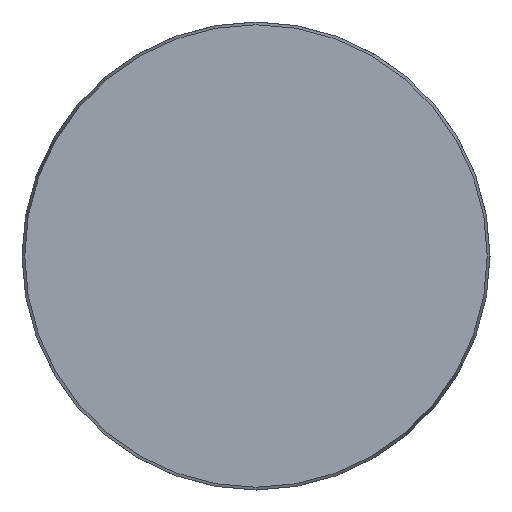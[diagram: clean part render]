
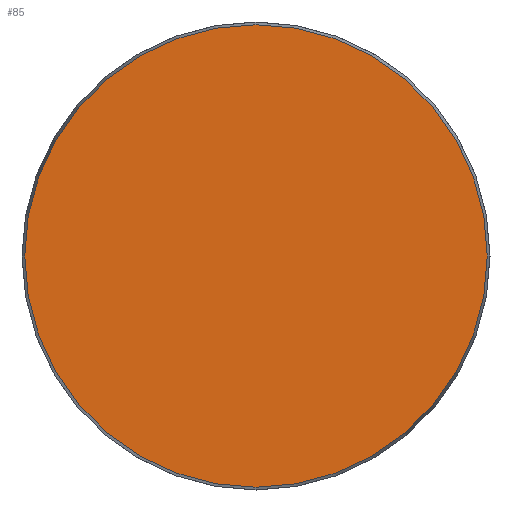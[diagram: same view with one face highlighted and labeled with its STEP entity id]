
A CAD part, front view. The second image highlights one B-rep face of the part: STEP entity #85.
In plain terms, the highlighted planar face has unit normal (0, -1, 0).
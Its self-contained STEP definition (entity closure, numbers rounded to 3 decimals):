
#10 = EDGE_CURVE ( 'NONE', #242, #242, #329, .T. ) ;
#23 = DIRECTION ( 'NONE',  ( 0., -1., 0. ) ) ;
#68 = DIRECTION ( 'NONE',  ( 0., 0., -1. ) ) ;
#85 = ADVANCED_FACE ( 'NONE', ( #437 ), #287, .F. ) ;
#95 = AXIS2_PLACEMENT_3D ( 'NONE', #388, #23, #68 ) ;
#144 = EDGE_LOOP ( 'NONE', ( #342 ) ) ;
#150 = CARTESIAN_POINT ( 'NONE',  ( 0., 0., -48.425 ) ) ;
#204 = DIRECTION ( 'NONE',  ( 0., 0., 1. ) ) ;
#242 = VERTEX_POINT ( 'NONE', #150 ) ;
#282 = DIRECTION ( 'NONE',  ( 0., 1., 0. ) ) ;
#287 = PLANE ( 'NONE',  #416 ) ;
#329 = CIRCLE ( 'NONE', #95, 48.425 ) ;
#342 = ORIENTED_EDGE ( 'NONE', *, *, #10, .T. ) ;
#388 = CARTESIAN_POINT ( 'NONE',  ( 0., 0., 0. ) ) ;
#416 = AXIS2_PLACEMENT_3D ( 'NONE', #478, #282, #204 ) ;
#437 = FACE_OUTER_BOUND ( 'NONE', #144, .T. ) ;
#478 = CARTESIAN_POINT ( 'NONE',  ( -48.425, 0., 0. ) ) ;
